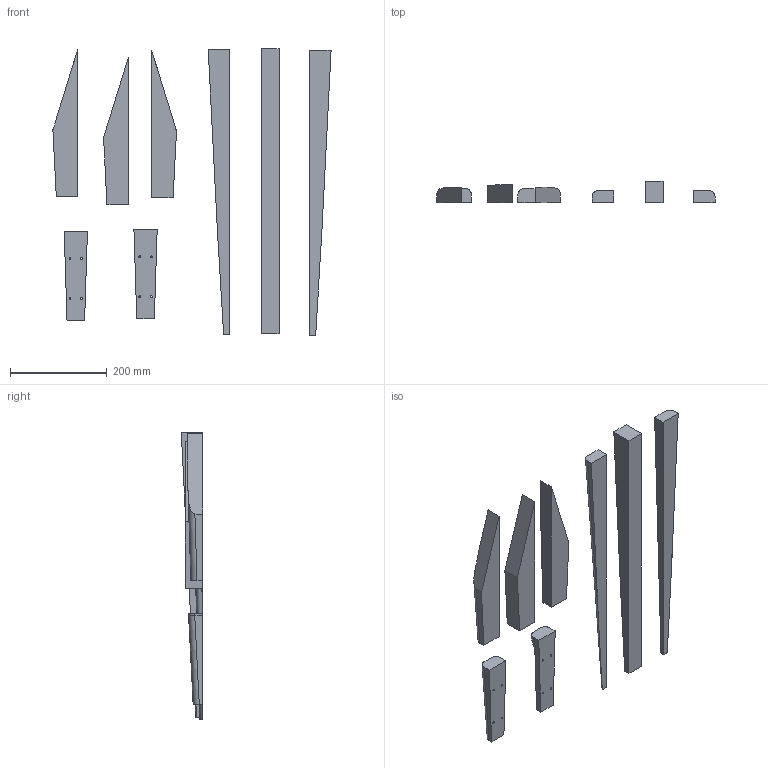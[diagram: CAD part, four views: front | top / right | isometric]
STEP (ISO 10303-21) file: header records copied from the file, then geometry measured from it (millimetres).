
FILE_DESCRIPTION (( 'STEP AP214' ), '1' );
FILE_NAME ('Fuselage Mold_Operation 2.STEP', '2025-02-12T00:56:27', ( '' ), ( '' ), 'SwSTEP 2.0', 'SolidWorks 2024', '' );
FILE_SCHEMA (( 'AUTOMOTIVE_DESIGN' ));
Length unit declared in the file: inch
Products named in the file (9): TailMountMold-Top; Fuselage Mold_Operation 2; Fuselage Mold-Bottom-BackRight; Fuselage Mold-Bottom-FrontMiddle; Fuselage Mold-Bottom-FrontRight; Fuselage Mold-Bottom-BackLeft; Fuselage Mold-Bottom-BackMiddle; Fuselage Mold-Bottom-FrontLeft; TailMountMold-Bottom
Assembly tree (8 placements, depth 2):
  Fuselage Mold_Operation 2
    Fuselage Mold-Bottom-FrontRight
    Fuselage Mold-Bottom-FrontMiddle
    Fuselage Mold-Bottom-FrontLeft
    Fuselage Mold-Bottom-BackRight
    Fuselage Mold-Bottom-BackMiddle
    Fuselage Mold-Bottom-BackLeft
    TailMountMold-Bottom
    TailMountMold-Top
Bounding box: 574.61 x 44.29 x 591.67 mm (x, y, z)
Volume: 2451378.3 mm3; surface area: 354113.7 mm2
Topology: 8 solids, 8 shells, 77 faces, 183 edges, 122 vertices
Faces by surface type: plane 51, cylinder 26
Entity records: 2754 total; most frequent: CARTESIAN_POINT 690, ORIENTED_EDGE 366, DIRECTION 346, EDGE_CURVE 183, LINE 122, VERTEX_POINT 122, VECTOR 122, AXIS2_PLACEMENT_3D 112
